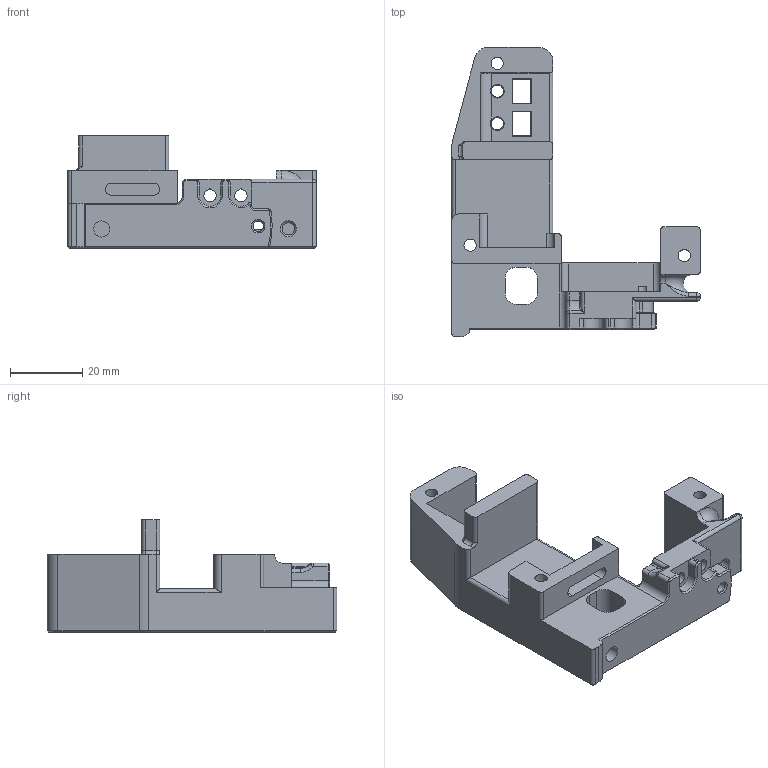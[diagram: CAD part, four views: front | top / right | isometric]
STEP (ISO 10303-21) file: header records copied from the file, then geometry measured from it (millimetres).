
FILE_DESCRIPTION(/* description */ (''),/* implementation_level */ '2;1');
FILE_NAME(/* name */ 'x_carriage_right.step',/* time_stamp */ '2025-07-28T12:40:14+02:00',/* author */ (''),/* organization */ (''),/* preprocessor_version */ 'ST-DEVELOPER v20.1',/* originating_system */ 'Autodesk Translation Framework v14.10.0.0',/* authorisation */ '');
FILE_SCHEMA (('AUTOMOTIVE_DESIGN { 1 0 10303 214 3 1 1 }'));
Length unit declared in the file: millimetre
Products named in the file (1): x_carriage_right
Bounding box: 68.75 x 80.04 x 31.15 mm (x, y, z)
Volume: 37453.7 mm3; surface area: 15380.8 mm2
Topology: 1 solids, 1 shells, 326 faces, 832 edges, 508 vertices
Faces by surface type: plane 189, cylinder 80, cone 38, bspline 11, torus 5, sphere 3
Full cylindrical faces by diameter (mm): 2.9 x1, 3.4 x6, 4.45 x2, 4.6 x2
Entity records: 10031 total; most frequent: CARTESIAN_POINT 2048, ORIENTED_EDGE 1660, DIRECTION 1642, EDGE_CURVE 830, LINE 592, VECTOR 592, AXIS2_PLACEMENT_3D 525, VERTEX_POINT 508
